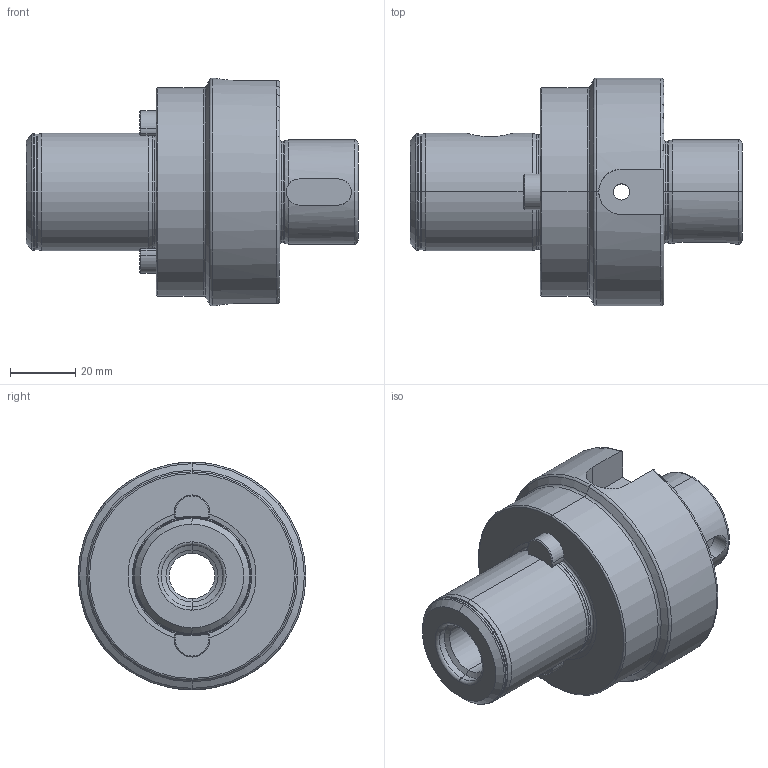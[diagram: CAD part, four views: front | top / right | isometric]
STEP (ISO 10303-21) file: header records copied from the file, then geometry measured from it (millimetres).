
FILE_DESCRIPTION (( 'STEP AP203' ), '1' );
FILE_NAME ('ST6-D32.002.038.STEP', '2016-02-12T10:14:06', ( 'SWIAdmin' ), ( 'Hewlett-Packard Company' ), 'SwSTEP 2.0', 'SolidWorks 2015', '' );
FILE_SCHEMA (( 'CONFIG_CONTROL_DESIGN' ));
Length unit declared in the file: millimetre
Products named in the file (3): ST6-ER2.001.012_A; ST6-D32.002.038; ST6-D32.002.038_A
Assembly tree (3 placements, depth 2):
  ST6-D32.002.038
    ST6-D32.002.038_A
    ST6-ER2.001.012_A  x2
Bounding box: 102 x 70 x 70 mm (x, y, z)
Volume: 169695.8 mm3; surface area: 29112.6 mm2
Topology: 3 solids, 3 shells, 156 faces, 347 edges, 195 vertices
Faces by surface type: cylinder 53, cone 50, torus 34, plane 19
Entity records: 4502 total; most frequent: CARTESIAN_POINT 1117, DIRECTION 721, ORIENTED_EDGE 598, AXIS2_PLACEMENT_3D 305, EDGE_CURVE 299, VERTEX_POINT 169, CIRCLE 164, EDGE_LOOP 144
